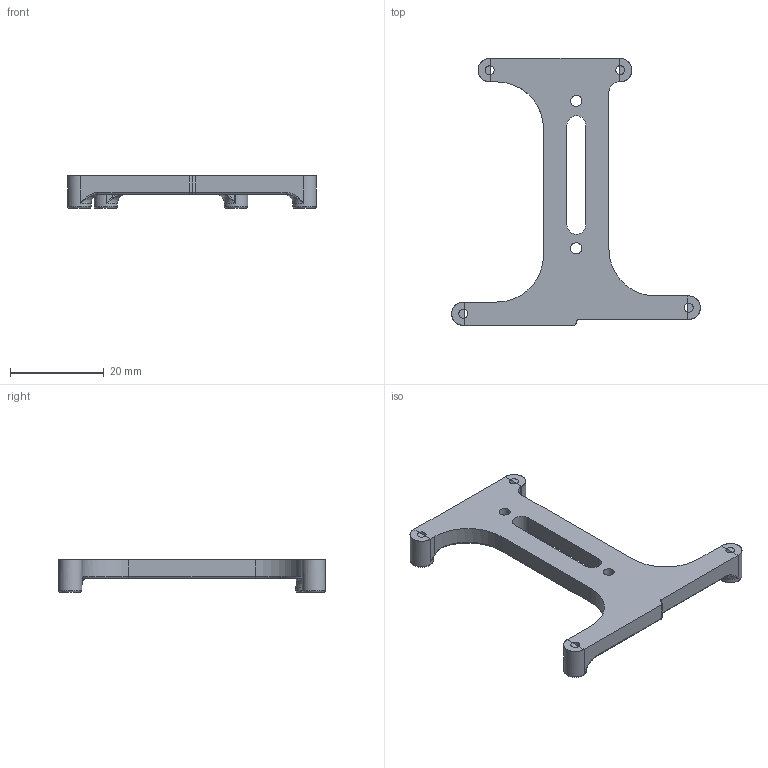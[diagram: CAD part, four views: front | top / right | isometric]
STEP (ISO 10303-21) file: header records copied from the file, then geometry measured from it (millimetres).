
FILE_DESCRIPTION(/* description */ (''),/* implementation_level */ '2;1');
FILE_NAME(/* name */ 'arduino_bracket.step',/* time_stamp */ '2022-10-20T14:59:21-03:00',/* author */ (''),/* organization */ (''),/* preprocessor_version */ 'ST-DEVELOPER v19',/* originating_system */ 'Autodesk Translation Framework v11.7.0.108',/* authorisation */ '');
FILE_SCHEMA (('AUTOMOTIVE_DESIGN { 1 0 10303 214 3 1 1 }'));
Length unit declared in the file: millimetre
Products named in the file (1): Arduino
Bounding box: 53.21 x 57.11 x 7 mm (x, y, z)
Volume: 4245.3 mm3; surface area: 3610.7 mm2
Topology: 1 solids, 1 shells, 382 faces, 1055 edges, 693 vertices
Faces by surface type: bspline 173, plane 151, cylinder 37, torus 21
Full cylindrical faces by diameter (mm): 1.9 x8, 2.4 x2, 5.01 x4
Entity records: 14286 total; most frequent: CARTESIAN_POINT 5582, ORIENTED_EDGE 2110, DIRECTION 1250, EDGE_CURVE 1055, VERTEX_POINT 693, LINE 576, VECTOR 576, EDGE_LOOP 414
